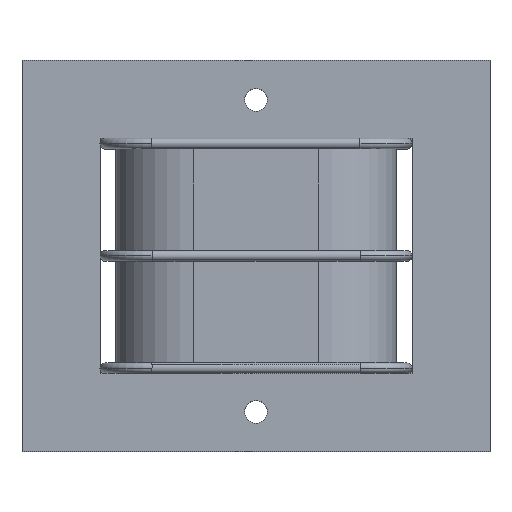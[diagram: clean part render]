
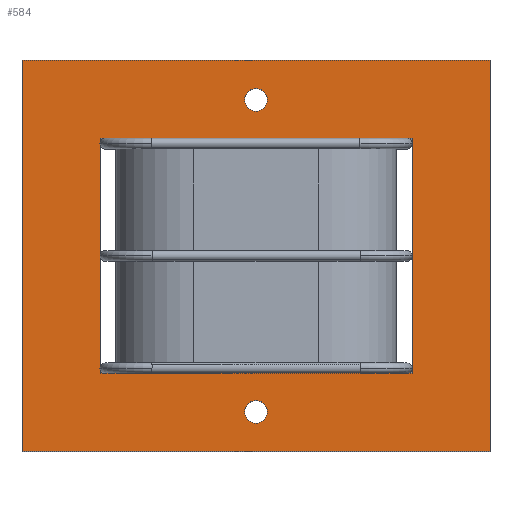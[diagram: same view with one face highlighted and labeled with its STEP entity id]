
A CAD part, top view. The second image highlights one B-rep face of the part: STEP entity #584.
In plain terms, the highlighted planar face has unit normal (0, 0, 1).
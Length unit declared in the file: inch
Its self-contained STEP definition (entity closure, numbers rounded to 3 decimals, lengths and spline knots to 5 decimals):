
#123=CARTESIAN_POINT('',(0.055,-0.75,0.65));
#124=VERTEX_POINT('',#123);
#140=CARTESIAN_POINT('',(-0.055,-0.75,0.65));
#141=VERTEX_POINT('',#140);
#148=CARTESIAN_POINT('',(0.,-0.75,0.65));
#149=DIRECTION('',(0.0,0.0,-1.0));
#150=DIRECTION('',(1.0,0.0,0.0));
#151=AXIS2_PLACEMENT_3D('',#148,#149,#150);
#152=CIRCLE('',#151,0.055);
#153=EDGE_CURVE('',#124,#141,#152,.T.);
#186=CARTESIAN_POINT('',(0.055,0.75,0.65));
#187=VERTEX_POINT('',#186);
#203=CARTESIAN_POINT('',(-0.055,0.75,0.65));
#204=VERTEX_POINT('',#203);
#211=CARTESIAN_POINT('',(0.,0.75,0.65));
#212=DIRECTION('',(0.0,0.0,-1.0));
#213=DIRECTION('',(1.0,0.0,0.0));
#214=AXIS2_PLACEMENT_3D('',#211,#212,#213);
#215=CIRCLE('',#214,0.055);
#216=EDGE_CURVE('',#187,#204,#215,.T.);
#248=CARTESIAN_POINT('',(0.,0.75,0.65));
#249=DIRECTION('',(0.0,0.0,-1.0));
#250=DIRECTION('',(1.0,0.0,0.0));
#251=AXIS2_PLACEMENT_3D('',#248,#249,#250);
#252=CIRCLE('',#251,0.055);
#253=EDGE_CURVE('',#204,#187,#252,.T.);
#293=CARTESIAN_POINT('',(0.,-0.75,0.65));
#294=DIRECTION('',(0.0,0.0,-1.0));
#295=DIRECTION('',(1.0,0.0,0.0));
#296=AXIS2_PLACEMENT_3D('',#293,#294,#295);
#297=CIRCLE('',#296,0.055);
#298=EDGE_CURVE('',#141,#124,#297,.T.);
#326=CARTESIAN_POINT('',(0.75,-0.565,0.65));
#327=VERTEX_POINT('',#326);
#334=CARTESIAN_POINT('',(0.75,0.565,0.65));
#335=VERTEX_POINT('',#334);
#336=CARTESIAN_POINT('',(0.75,0.565,0.65));
#337=DIRECTION('',(0.0,-1.0,0.0));
#338=VECTOR('',#337,1.13);
#339=LINE('',#336,#338);
#340=EDGE_CURVE('',#335,#327,#339,.T.);
#365=CARTESIAN_POINT('',(-0.75,0.565,0.65));
#366=VERTEX_POINT('',#365);
#367=CARTESIAN_POINT('',(-0.75,0.565,0.65));
#368=DIRECTION('',(1.0,0.0,0.0));
#369=VECTOR('',#368,1.5);
#370=LINE('',#367,#369);
#371=EDGE_CURVE('',#366,#335,#370,.T.);
#396=CARTESIAN_POINT('',(-0.75,-0.565,0.65));
#397=VERTEX_POINT('',#396);
#398=CARTESIAN_POINT('',(-0.75,-0.565,0.65));
#399=DIRECTION('',(0.0,1.0,0.0));
#400=VECTOR('',#399,1.13);
#401=LINE('',#398,#400);
#402=EDGE_CURVE('',#397,#366,#401,.T.);
#425=CARTESIAN_POINT('',(0.75,-0.565,0.65));
#426=DIRECTION('',(-1.0,0.0,0.0));
#427=VECTOR('',#426,1.5);
#428=LINE('',#425,#427);
#429=EDGE_CURVE('',#327,#397,#428,.T.);
#440=CARTESIAN_POINT('',(1.125,0.94,0.65));
#441=VERTEX_POINT('',#440);
#442=CARTESIAN_POINT('',(1.125,-0.94,0.65));
#443=VERTEX_POINT('',#442);
#444=CARTESIAN_POINT('',(1.125,0.94,0.65));
#445=DIRECTION('',(0.0,-1.0,0.0));
#446=VECTOR('',#445,1.88);
#447=LINE('',#444,#446);
#448=EDGE_CURVE('',#441,#443,#447,.T.);
#480=CARTESIAN_POINT('',(-1.125,-0.94,0.65));
#481=VERTEX_POINT('',#480);
#482=CARTESIAN_POINT('',(1.125,-0.94,0.65));
#483=DIRECTION('',(-1.0,0.0,0.0));
#484=VECTOR('',#483,2.25);
#485=LINE('',#482,#484);
#486=EDGE_CURVE('',#443,#481,#485,.T.);
#511=CARTESIAN_POINT('',(-1.125,0.94,0.65));
#512=VERTEX_POINT('',#511);
#513=CARTESIAN_POINT('',(-1.125,-0.94,0.65));
#514=DIRECTION('',(0.0,1.0,0.0));
#515=VECTOR('',#514,1.88);
#516=LINE('',#513,#515);
#517=EDGE_CURVE('',#481,#512,#516,.T.);
#542=CARTESIAN_POINT('',(-1.125,0.94,0.65));
#543=DIRECTION('',(1.0,0.0,0.0));
#544=VECTOR('',#543,2.25);
#545=LINE('',#542,#544);
#546=EDGE_CURVE('',#512,#441,#545,.T.);
#559=CARTESIAN_POINT('',(0.,0.,0.65));
#560=DIRECTION('',(0.0,0.0,1.0));
#561=DIRECTION('',(1.0,0.0,0.0));
#562=AXIS2_PLACEMENT_3D('',#559,#560,#561);
#563=PLANE('',#562);
#564=ORIENTED_EDGE('',*,*,#448,.F.);
#565=ORIENTED_EDGE('',*,*,#546,.F.);
#566=ORIENTED_EDGE('',*,*,#517,.F.);
#567=ORIENTED_EDGE('',*,*,#486,.F.);
#568=EDGE_LOOP('',(#564,#565,#566,#567));
#569=FACE_OUTER_BOUND('',#568,.T.);
#570=ORIENTED_EDGE('',*,*,#216,.T.);
#571=ORIENTED_EDGE('',*,*,#253,.T.);
#572=EDGE_LOOP('',(#570,#571));
#573=FACE_BOUND('',#572,.T.);
#574=ORIENTED_EDGE('',*,*,#153,.T.);
#575=ORIENTED_EDGE('',*,*,#298,.T.);
#576=EDGE_LOOP('',(#574,#575));
#577=FACE_BOUND('',#576,.T.);
#578=ORIENTED_EDGE('',*,*,#402,.T.);
#579=ORIENTED_EDGE('',*,*,#371,.T.);
#580=ORIENTED_EDGE('',*,*,#340,.T.);
#581=ORIENTED_EDGE('',*,*,#429,.T.);
#582=EDGE_LOOP('',(#578,#579,#580,#581));
#583=FACE_BOUND('',#582,.T.);
#584=ADVANCED_FACE('',(#569,#573,#577,#583),#563,.T.);
